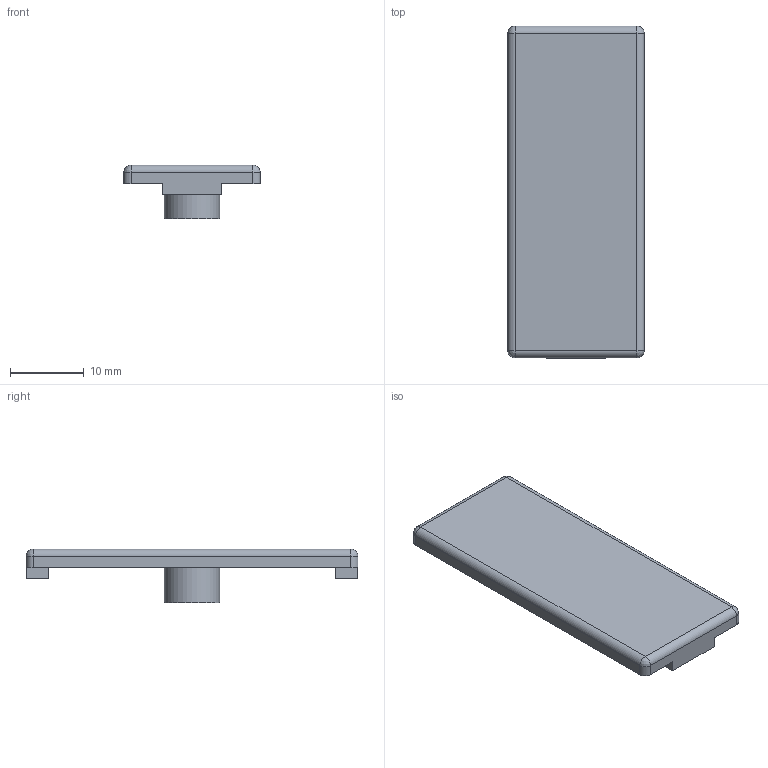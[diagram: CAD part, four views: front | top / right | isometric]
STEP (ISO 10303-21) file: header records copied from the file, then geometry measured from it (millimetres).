
FILE_DESCRIPTION(/* description */ ('TAPPO 18,5X45 2 CAVE GRIGIO'),/* implementation_level */ '2;1');
FILE_NAME(/* name */ 'DTPTR0000010.stp',/* time_stamp */ '2018-11-08T10:42:58+01:00',/* author */ ('fzagni'),/* organization */ (''),/* preprocessor_version */ 'ST-DEVELOPER v16.1',/* originating_system */ 'Autodesk Inventor 2016',/* authorisation */ '');
FILE_SCHEMA (('AUTOMOTIVE_DESIGN { 1 0 10303 214 3 1 1 }'));
Length unit declared in the file: millimetre
Products named in the file (1): 18.051.00G
Bounding box: 18.5 x 45 x 7.3 mm (x, y, z)
Volume: 2200.9 mm3; surface area: 2191.8 mm2
Topology: 1 solids, 1 shells, 30 faces, 70 edges, 40 vertices
Faces by surface type: plane 16, cylinder 10, bspline 4
Full cylindrical faces by diameter (mm): 6 x1, 7.5 x1
Entity records: 1120 total; most frequent: CARTESIAN_POINT 439, DIRECTION 138, ORIENTED_EDGE 128, EDGE_CURVE 64, AXIS2_PLACEMENT_3D 47, LINE 44, VECTOR 44, VERTEX_POINT 40
